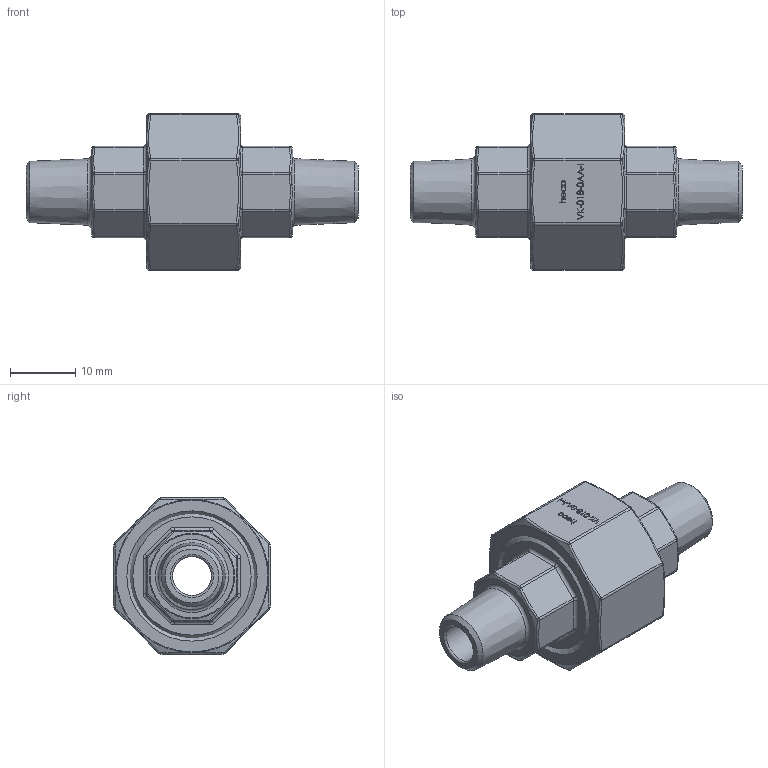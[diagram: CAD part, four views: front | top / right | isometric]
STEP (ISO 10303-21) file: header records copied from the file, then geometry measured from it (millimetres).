
FILE_DESCRIPTION (( 'STEP AP214' ), '1' );
FILE_NAME ('VK-018-0AA-I Verschraubung konisch 2201.STEP', '2022-01-31T09:13:44', ( '' ), ( '' ), 'SwSTEP 2.0', 'SolidWorks 2019', '' );
FILE_SCHEMA (( 'AUTOMOTIVE_DESIGN' ));
Length unit declared in the file: millimetre
Products named in the file (1): VK-018-0AA-I Verschraubung konisch 2201
Bounding box: 51 x 24 x 24 mm (x, y, z)
Volume: 8732.7 mm3; surface area: 6740.2 mm2
Topology: 3 solids, 3 shells, 399 faces, 969 edges, 607 vertices
Faces by surface type: bspline 158, plane 144, cylinder 49, torus 33, cone 15
Full cylindrical faces by diameter (mm): 6 x2, 10.5 x1, 11 x1, 15.5 x1, 15.7 x1, 18 x1, 18.38 x1, 20 x1
Entity records: 20808 total; most frequent: CARTESIAN_POINT 8417, ORIENTED_EDGE 1804, DIRECTION 1249, EDGE_CURVE 902, VERTEX_POINT 589, EDGE_LOOP 485, AXIS2_PLACEMENT_3D 437, FACE_OUTER_BOUND 433
